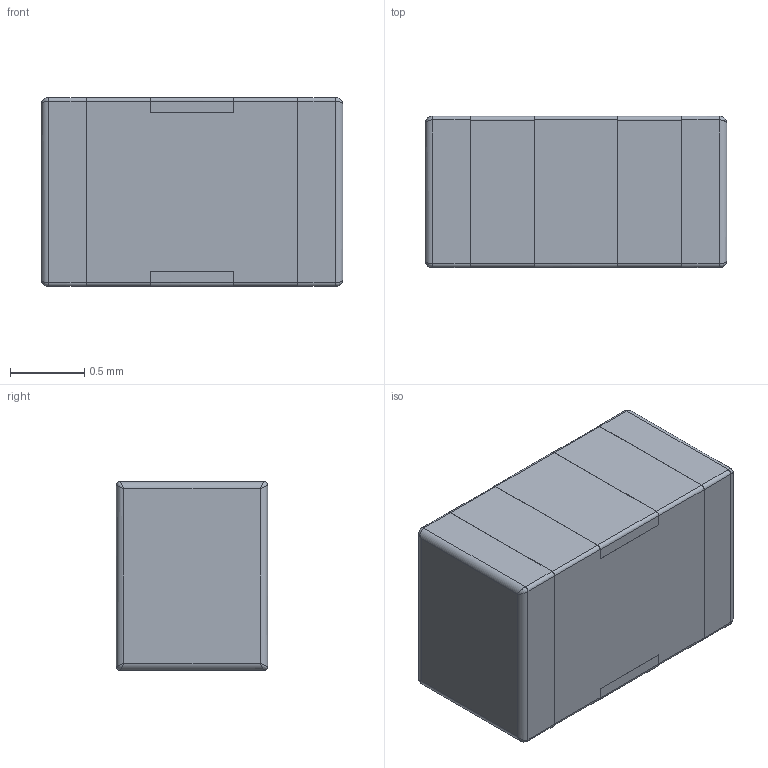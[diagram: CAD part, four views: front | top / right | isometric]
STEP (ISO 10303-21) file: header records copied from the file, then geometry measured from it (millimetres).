
FILE_DESCRIPTION (( 'STEP AP214' ), '1' );
FILE_NAME ('User Library-X2Y_0805_(X15).STEP', '2020-10-23T14:20:48', ( '' ), ( '' ), 'SwSTEP 2.0', 'SolidWorks 2020', '' );
FILE_SCHEMA (( 'AUTOMOTIVE_DESIGN' ));
Length unit declared in the file: centimetre
Products named in the file (4): User Library-X2Y_0805_(X15); 0805_Anschl_X_FCsse; 0805_Beschriftung; 0805_K_X_F6rper
Assembly tree (3 placements, depth 2):
  User Library-X2Y_0805_(X15)
    0805_K_X_F6rper
    0805_Anschl_X_FCsse
    0805_Beschriftung
Bounding box: 2.03 x 1.02 x 1.27 mm (x, y, z)
Volume: 2.6 mm3; surface area: 21.3 mm2
Topology: 3 solids, 3 shells, 333 faces, 917 edges, 596 vertices
Faces by surface type: bspline 166, plane 131, cylinder 36
Entity records: 15560 total; most frequent: CARTESIAN_POINT 4528, ORIENTED_EDGE 1818, EDGE_CURVE 909, DIRECTION 904, VERTEX_POINT 596, VECTOR 514, LINE 514, B_SPLINE_CURVE_WITH_KNOTS 371
